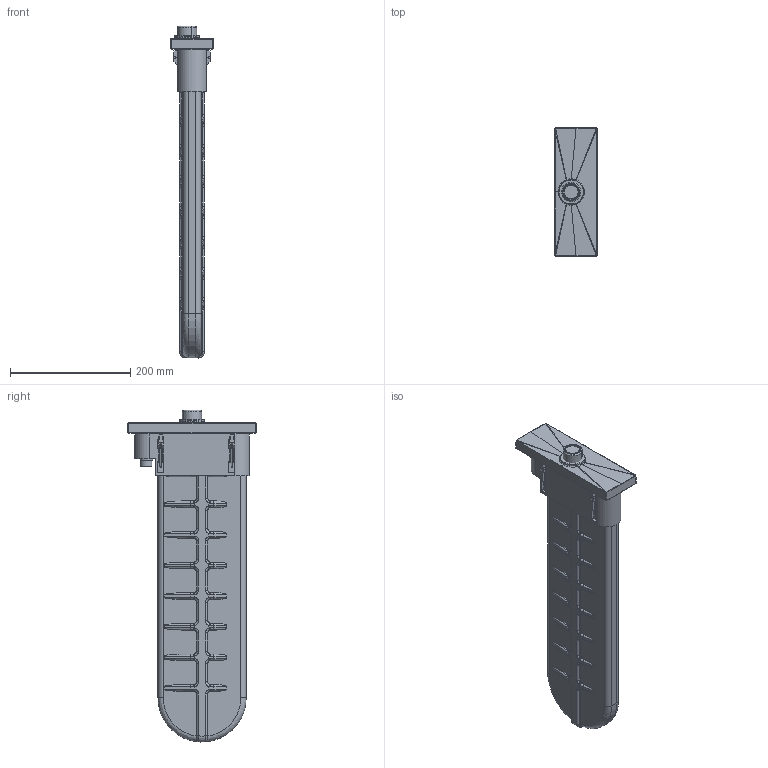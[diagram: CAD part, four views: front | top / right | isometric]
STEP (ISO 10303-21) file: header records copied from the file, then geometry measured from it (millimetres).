
FILE_DESCRIPTION(('CAx-IF Rec.Pracs.---Model Styling and Organization---1.2---2011-12-15','CAx-IF Rec.Pracs.---Geometric and Assembly Validation Properties---4.1---2014-06-16','CAx-IF Rec.Pracs.---PMI Polyline Presentation---2.0---2013-05-24'),'2;1');
FILE_NAME('1000130435_PPR_000.stp','2021-03-30T11:03:06+02:00',(''),(''),'STEP Interface 4.3 by CT CoreTechnologie','3D_Evolution4.3 by CT CoreTechnologie','');
FILE_SCHEMA(('AP203_CONFIGURATION_CONTROLLED_3D_DESIGN_OF_MECHANICAL_PARTS_AND_ASSEMBLIES_MIM_LF'));
Length unit declared in the file: millimetre
Products named in the file (9): P_2 S-Box Wanne Fertigset Square 1000130435_PPR_000_A1; P_2 Schlauchbox_SBW 1000130428_PPA_000_A0; P_2 Rosette_Pure_SBW 1000130429_PPA_000_A0; P_2 Schlauchfutter 4L-WRA 1000106638_PPA_000_A0; P_2 Mutter fuer Brausehalter chrom 1000091602_PPA_000_A0; Moosgummidichtung_SBW 1000118990_PPA_000_A3; P_2 Verriegelungsstein_SBW 1000130434_PPA_000_A0; P_2 Montagerahmen_SBW 1000130430_PPA_000_A0; Linsenschr. DIN7985-M3x60-A2-Z-Gew.b.K. 1000124719_PPA_000_A0
Assembly tree (15 placements, depth 2):
  P_2 S-Box Wanne Fertigset Square 1000130435_PPR_000_A1
    P_2 Schlauchbox_SBW 1000130428_PPA_000_A0
    P_2 Rosette_Pure_SBW 1000130429_PPA_000_A0
    P_2 Schlauchfutter 4L-WRA 1000106638_PPA_000_A0  x2
    P_2 Mutter fuer Brausehalter chrom 1000091602_PPA_000_A0
    Moosgummidichtung_SBW 1000118990_PPA_000_A3
    P_2 Verriegelungsstein_SBW 1000130434_PPA_000_A0  x4
    P_2 Montagerahmen_SBW 1000130430_PPA_000_A0
    Linsenschr. DIN7985-M3x60-A2-Z-Gew.b.K. 1000124719_PPA_000_A0  x4
Bounding box: 70.99 x 213.99 x 552.96 mm (x, y, z)
Volume: 3432380.8 mm3; surface area: 343192.3 mm2
Topology: 17 solids, 17 shells, 2135 faces, 5056 edges, 2820 vertices
Faces by surface type: cylinder 841, bspline 817, plane 477
Entity records: 111195 total; most frequent: CARTESIAN_POINT 64488, ORIENTED_EDGE 6704, DIRECTION 6106, EDGE_CURVE 3352, AXIS2_PLACEMENT_3D 2360, VERTEX_POINT 1936, CIRCLE 1480, EDGE_LOOP 1454
